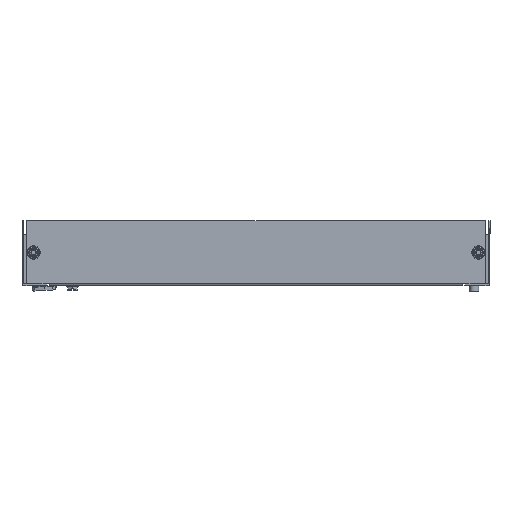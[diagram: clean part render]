
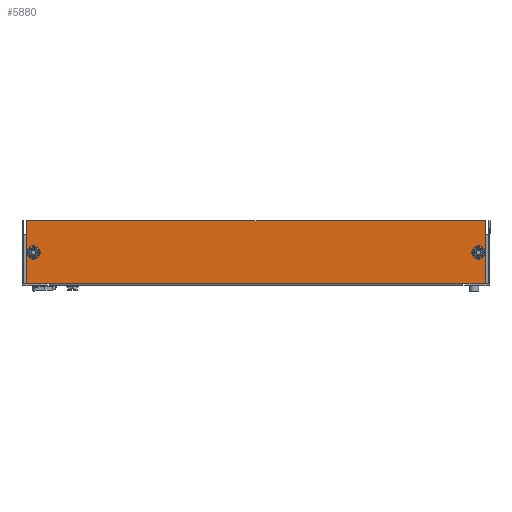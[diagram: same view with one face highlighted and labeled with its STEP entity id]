
A CAD part, front view. The second image highlights one B-rep face of the part: STEP entity #5880.
In plain terms, the highlighted face is planar.
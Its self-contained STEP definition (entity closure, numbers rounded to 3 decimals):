
#1768 = CARTESIAN_POINT ( 'NONE',  ( 245., 33.75, 0. ) ) ;
#1796 = CARTESIAN_POINT ( 'NONE',  ( -233., 0.25, 0. ) ) ;
#1936 = CARTESIAN_POINT ( 'NONE',  ( 245., -33.75, 0. ) ) ;
#2068 = CARTESIAN_POINT ( 'NONE',  ( -245., -33.75, 0. ) ) ;
#4275 = EDGE_CURVE ( 'NONE', #18167, #16653, #19517, .T. ) ;
#4278 = EDGE_CURVE ( 'NONE', #18417, #16450, #18959, .T. ) ;
#4292 = EDGE_CURVE ( 'NONE', #16653, #18167, #19617, .T. ) ;
#4293 = EDGE_CURVE ( 'NONE', #16450, #18417, #19214, .T. ) ;
#4294 = EDGE_CURVE ( 'NONE', #18209, #18216, #29880, .T. ) ;
#4295 = EDGE_CURVE ( 'NONE', #16656, #18216, #29892, .T. ) ;
#4296 = EDGE_CURVE ( 'NONE', #18389, #16656, #29890, .T. ) ;
#4297 = EDGE_CURVE ( 'NONE', #18557, #18389, #29899, .T. ) ;
#4298 = EDGE_CURVE ( 'NONE', #18642, #18557, #29906, .T. ) ;
#4299 = EDGE_CURVE ( 'NONE', #16762, #18642, #29913, .T. ) ;
#4300 = EDGE_CURVE ( 'NONE', #16459, #16762, #29919, .T. ) ;
#4301 = EDGE_CURVE ( 'NONE', #18209, #16459, #29926, .T. ) ;
#5880 = ADVANCED_FACE ( 'NONE', ( #23776, #23785, #23786 ), #23787, .F. ) ;
#9799 = EDGE_LOOP ( 'NONE', ( #13485, #13486, #13487, #13488, #13489, #13490, #13491, #13492 ) ) ;
#9803 = EDGE_LOOP ( 'NONE', ( #13483, #13484 ) ) ;
#13481 = ORIENTED_EDGE ( 'NONE', *, *, #4275, .F. ) ;
#13482 = ORIENTED_EDGE ( 'NONE', *, *, #4292, .F. ) ;
#13483 = ORIENTED_EDGE ( 'NONE', *, *, #4278, .F. ) ;
#13484 = ORIENTED_EDGE ( 'NONE', *, *, #4293, .F. ) ;
#13485 = ORIENTED_EDGE ( 'NONE', *, *, #4294, .T. ) ;
#13486 = ORIENTED_EDGE ( 'NONE', *, *, #4295, .F. ) ;
#13487 = ORIENTED_EDGE ( 'NONE', *, *, #4296, .F. ) ;
#13488 = ORIENTED_EDGE ( 'NONE', *, *, #4297, .F. ) ;
#13489 = ORIENTED_EDGE ( 'NONE', *, *, #4298, .F. ) ;
#13490 = ORIENTED_EDGE ( 'NONE', *, *, #4299, .F. ) ;
#13491 = ORIENTED_EDGE ( 'NONE', *, *, #4300, .F. ) ;
#13492 = ORIENTED_EDGE ( 'NONE', *, *, #4301, .F. ) ;
#16450 = VERTEX_POINT ( 'NONE', #20563 ) ;
#16459 = VERTEX_POINT ( 'NONE', #20568 ) ;
#16653 = VERTEX_POINT ( 'NONE', #31214 ) ;
#16656 = VERTEX_POINT ( 'NONE', #31216 ) ;
#16756 = AXIS2_PLACEMENT_3D ( 'NONE', #23783, #23771, #23789 ) ;
#16762 = VERTEX_POINT ( 'NONE', #31273 ) ;
#17308 = EDGE_LOOP ( 'NONE', ( #13481, #13482 ) ) ;
#18167 = VERTEX_POINT ( 'NONE', #31663 ) ;
#18209 = VERTEX_POINT ( 'NONE', #31705 ) ;
#18216 = VERTEX_POINT ( 'NONE', #31712 ) ;
#18389 = VERTEX_POINT ( 'NONE', #1768 ) ;
#18417 = VERTEX_POINT ( 'NONE', #1796 ) ;
#18557 = VERTEX_POINT ( 'NONE', #1936 ) ;
#18642 = VERTEX_POINT ( 'NONE', #2068 ) ;
#18775 = VECTOR ( 'NONE', #29928, 1000. ) ;
#18889 = VECTOR ( 'NONE', #29915, 1000. ) ;
#18959 = CIRCLE ( 'NONE', #19573, 4.5 ) ;
#19198 = AXIS2_PLACEMENT_3D ( 'NONE', #29818, #29819, #29820 ) ;
#19214 = CIRCLE ( 'NONE', #19775, 4.5 ) ;
#19441 = VECTOR ( 'NONE', #29921, 1000. ) ;
#19516 = VECTOR ( 'NONE', #29940, 1000. ) ;
#19517 = CIRCLE ( 'NONE', #19198, 4.5 ) ;
#19535 = VECTOR ( 'NONE', #29946, 1000. ) ;
#19563 = AXIS2_PLACEMENT_3D ( 'NONE', #29885, #29887, #29888 ) ;
#19573 = AXIS2_PLACEMENT_3D ( 'NONE', #29829, #29830, #29831 ) ;
#19617 = CIRCLE ( 'NONE', #19563, 4.5 ) ;
#19650 = VECTOR ( 'NONE', #29935, 1000. ) ;
#19775 = AXIS2_PLACEMENT_3D ( 'NONE', #29894, #29896, #29898 ) ;
#19786 = VECTOR ( 'NONE', #29908, 1000. ) ;
#19815 = VECTOR ( 'NONE', #29901, 1000. ) ;
#20563 = CARTESIAN_POINT ( 'NONE',  ( -242., 0.25, 0. ) ) ;
#20568 = CARTESIAN_POINT ( 'NONE',  ( -221., 33.75, 0. ) ) ;
#23771 = DIRECTION ( 'NONE',  ( 0., 0., 1. ) ) ;
#23776 = FACE_BOUND ( 'NONE', #17308, .T. ) ;
#23783 = CARTESIAN_POINT ( 'NONE',  ( -221., -33.75, 0. ) ) ;
#23785 = FACE_BOUND ( 'NONE', #9803, .T. ) ;
#23786 = FACE_OUTER_BOUND ( 'NONE', #9799, .T. ) ;
#23787 = PLANE ( 'NONE',  #16756 ) ;
#23789 = DIRECTION ( 'NONE',  ( 1., 0., 0. ) ) ;
#29818 = CARTESIAN_POINT ( 'NONE',  ( 237.5, 0.25, 0. ) ) ;
#29819 = DIRECTION ( 'NONE',  ( 0., 0., -1. ) ) ;
#29820 = DIRECTION ( 'NONE',  ( 1., 0., 0. ) ) ;
#29829 = CARTESIAN_POINT ( 'NONE',  ( -237.5, 0.25, 0. ) ) ;
#29830 = DIRECTION ( 'NONE',  ( 0., 0., -1. ) ) ;
#29831 = DIRECTION ( 'NONE',  ( 1., 0., 0. ) ) ;
#29880 = LINE ( 'NONE', #29883, #19815 ) ;
#29883 = CARTESIAN_POINT ( 'NONE',  ( -221., 33.65, 0. ) ) ;
#29885 = CARTESIAN_POINT ( 'NONE',  ( 237.5, 0.25, 0. ) ) ;
#29887 = DIRECTION ( 'NONE',  ( 0., 0., -1. ) ) ;
#29888 = DIRECTION ( 'NONE',  ( 1., 0., 0. ) ) ;
#29890 = LINE ( 'NONE', #29909, #18889 ) ;
#29892 = LINE ( 'NONE', #29903, #19786 ) ;
#29894 = CARTESIAN_POINT ( 'NONE',  ( -237.5, 0.25, 0. ) ) ;
#29896 = DIRECTION ( 'NONE',  ( 0., 0., -1. ) ) ;
#29898 = DIRECTION ( 'NONE',  ( 1., 0., 0. ) ) ;
#29899 = LINE ( 'NONE', #29917, #19441 ) ;
#29901 = DIRECTION ( 'NONE',  ( 1., 0., 0. ) ) ;
#29903 = CARTESIAN_POINT ( 'NONE',  ( 221., 33.75, 0. ) ) ;
#29906 = LINE ( 'NONE', #29923, #18775 ) ;
#29908 = DIRECTION ( 'NONE',  ( 0., -1., 0. ) ) ;
#29909 = CARTESIAN_POINT ( 'NONE',  ( 221., 33.75, 0. ) ) ;
#29913 = LINE ( 'NONE', #29930, #19650 ) ;
#29915 = DIRECTION ( 'NONE',  ( -1., 0., 0. ) ) ;
#29917 = CARTESIAN_POINT ( 'NONE',  ( 245., 33.75, 0. ) ) ;
#29919 = LINE ( 'NONE', #29936, #19516 ) ;
#29921 = DIRECTION ( 'NONE',  ( 0., 1., 0. ) ) ;
#29923 = CARTESIAN_POINT ( 'NONE',  ( -221., -33.75, 0. ) ) ;
#29926 = LINE ( 'NONE', #29942, #19535 ) ;
#29928 = DIRECTION ( 'NONE',  ( 1., 0., 0. ) ) ;
#29930 = CARTESIAN_POINT ( 'NONE',  ( -245., 33.75, 0. ) ) ;
#29935 = DIRECTION ( 'NONE',  ( 0., -1., 0. ) ) ;
#29936 = CARTESIAN_POINT ( 'NONE',  ( -221., 33.75, 0. ) ) ;
#29940 = DIRECTION ( 'NONE',  ( -1., 0., 0. ) ) ;
#29942 = CARTESIAN_POINT ( 'NONE',  ( -221., 33.75, 0. ) ) ;
#29946 = DIRECTION ( 'NONE',  ( 0., 1., 0. ) ) ;
#31214 = CARTESIAN_POINT ( 'NONE',  ( 233., 0.25, 0. ) ) ;
#31216 = CARTESIAN_POINT ( 'NONE',  ( 221., 33.75, 0. ) ) ;
#31273 = CARTESIAN_POINT ( 'NONE',  ( -245., 33.75, 0. ) ) ;
#31663 = CARTESIAN_POINT ( 'NONE',  ( 242., 0.25, 0. ) ) ;
#31705 = CARTESIAN_POINT ( 'NONE',  ( -221., 33.65, 0. ) ) ;
#31712 = CARTESIAN_POINT ( 'NONE',  ( 221., 33.65, 0. ) ) ;
